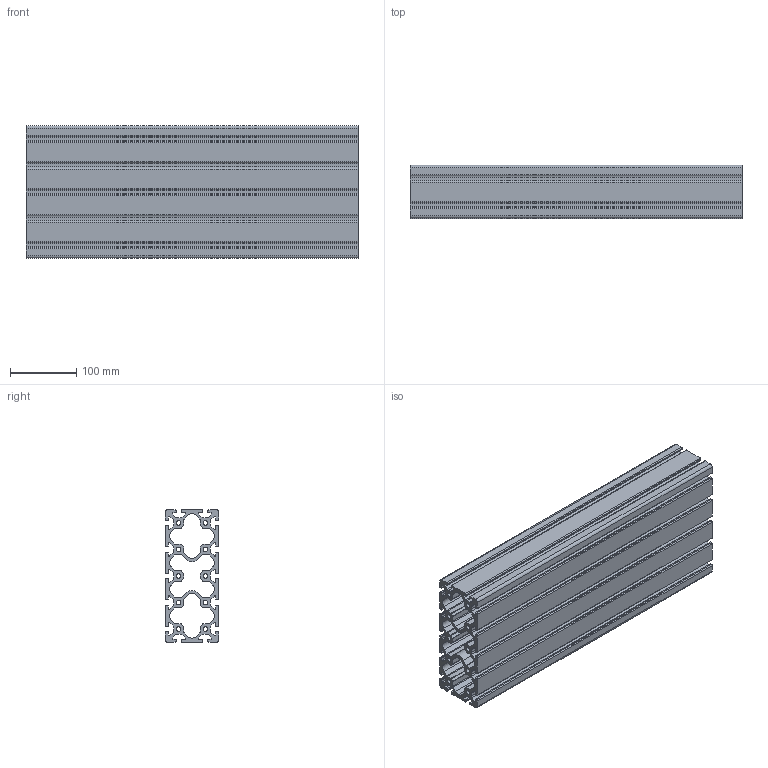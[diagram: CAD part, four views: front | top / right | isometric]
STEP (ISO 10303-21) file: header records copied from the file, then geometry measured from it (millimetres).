
FILE_DESCRIPTION (( 'STEP AP214' ), '1' );
FILE_NAME ('RP1091 8 200x80 Normal.STEP', '2026-02-23T14:51:51', ( '' ), ( '' ), 'SwSTEP 2.0', 'SolidWorks 2026', '' );
FILE_SCHEMA (( 'AUTOMOTIVE_DESIGN' ));
Length unit declared in the file: millimetre
Products named in the file (1): RP1091 8 200x80 Normal
Bounding box: 500 x 80 x 200 mm (x, y, z)
Volume: 2808440.2 mm3; surface area: 1032315.6 mm2
Topology: 1 solids, 1 shells, 399 faces, 1191 edges, 794 vertices
Faces by surface type: cylinder 243, plane 156
Entity records: 13686 total; most frequent: DIRECTION 2477, CARTESIAN_POINT 2385, ORIENTED_EDGE 2382, EDGE_CURVE 1191, AXIS2_PLACEMENT_3D 886, VERTEX_POINT 794, LINE 705, VECTOR 705
